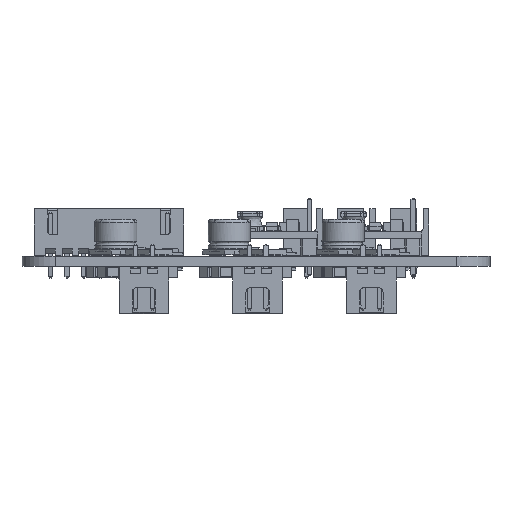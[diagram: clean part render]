
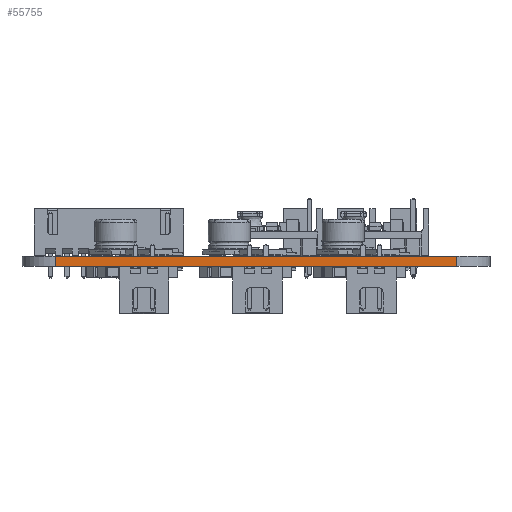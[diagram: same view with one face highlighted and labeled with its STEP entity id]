
A CAD part, left-side view. The second image highlights one B-rep face of the part: STEP entity #55755.
In plain terms, the highlighted planar face has unit normal (-1, 0, 0).
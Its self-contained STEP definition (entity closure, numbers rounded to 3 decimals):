
#53424 = VERTEX_POINT('',#53425);
#53425 = CARTESIAN_POINT('',(-35.,30.,0.));
#53432 = EDGE_CURVE('',#53433,#53424,#53435,.T.);
#53433 = VERTEX_POINT('',#53434);
#53434 = CARTESIAN_POINT('',(-35.,-30.,0.));
#53435 = LINE('',#53436,#53437);
#53436 = CARTESIAN_POINT('',(-35.,-30.,0.));
#53437 = VECTOR('',#53438,1.);
#53438 = DIRECTION('',(0.,1.,0.));
#54576 = VERTEX_POINT('',#54577);
#54577 = CARTESIAN_POINT('',(-35.,30.,1.51));
#54584 = EDGE_CURVE('',#54585,#54576,#54587,.T.);
#54585 = VERTEX_POINT('',#54586);
#54586 = CARTESIAN_POINT('',(-35.,-30.,1.51));
#54587 = LINE('',#54588,#54589);
#54588 = CARTESIAN_POINT('',(-35.,-30.,1.51));
#54589 = VECTOR('',#54590,1.);
#54590 = DIRECTION('',(0.,1.,0.));
#55725 = EDGE_CURVE('',#53424,#54576,#55726,.T.);
#55726 = LINE('',#55727,#55728);
#55727 = CARTESIAN_POINT('',(-35.,30.,0.));
#55728 = VECTOR('',#55729,1.);
#55729 = DIRECTION('',(0.,0.,1.));
#55755 = ADVANCED_FACE('',(#55756),#55767,.T.);
#55756 = FACE_BOUND('',#55757,.T.);
#55757 = EDGE_LOOP('',(#55758,#55764,#55765,#55766));
#55758 = ORIENTED_EDGE('',*,*,#55759,.T.);
#55759 = EDGE_CURVE('',#53433,#54585,#55760,.T.);
#55760 = LINE('',#55761,#55762);
#55761 = CARTESIAN_POINT('',(-35.,-30.,0.));
#55762 = VECTOR('',#55763,1.);
#55763 = DIRECTION('',(0.,0.,1.));
#55764 = ORIENTED_EDGE('',*,*,#54584,.T.);
#55765 = ORIENTED_EDGE('',*,*,#55725,.F.);
#55766 = ORIENTED_EDGE('',*,*,#53432,.F.);
#55767 = PLANE('',#55768);
#55768 = AXIS2_PLACEMENT_3D('',#55769,#55770,#55771);
#55769 = CARTESIAN_POINT('',(-35.,-30.,0.));
#55770 = DIRECTION('',(-1.,0.,0.));
#55771 = DIRECTION('',(0.,1.,0.));
